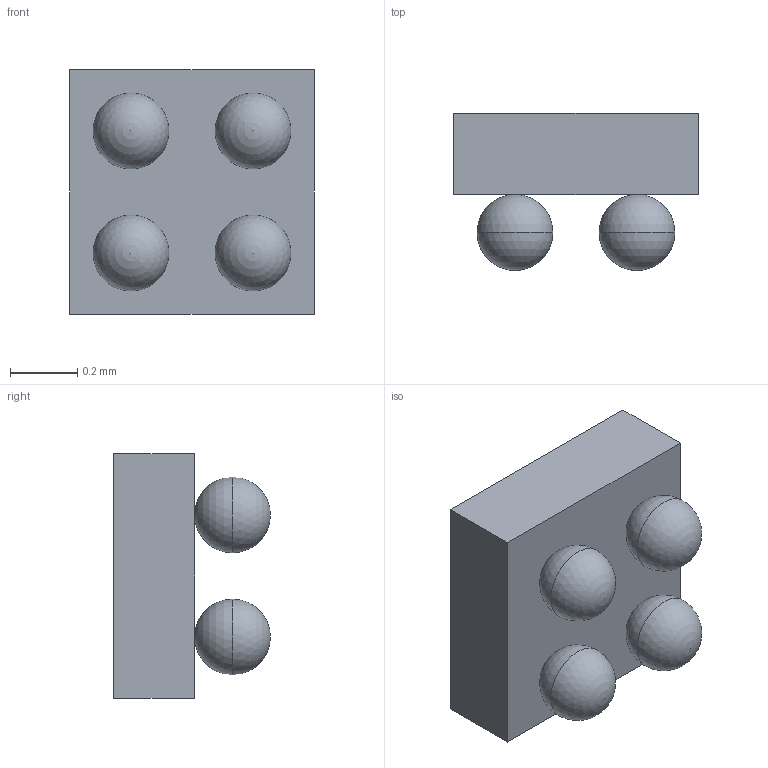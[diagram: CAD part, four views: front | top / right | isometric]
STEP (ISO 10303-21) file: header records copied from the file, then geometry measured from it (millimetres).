
FILE_DESCRIPTION (( 'STEP AP214' ), '1' );
FILE_NAME ('tps7a02_ych.STEP', '2025-04-14T07:06:58', ( '' ), ( '' ), 'SwSTEP 2.0', 'SolidWorks 2025', '' );
FILE_SCHEMA (( 'AUTOMOTIVE_DESIGN' ));
Length unit declared in the file: millimetre
Products named in the file (1): tps7a02_ych
Bounding box: 0.72 x 0.47 x 0.72 mm (x, y, z)
Volume: 0.1 mm3; surface area: 2.4 mm2
Topology: 5 solids, 5 shells, 17 faces, 46 edges, 32 vertices
Faces by surface type: sphere 8, plane 7, cylinder 2
Entity records: 455 total; most frequent: DIRECTION 74, CARTESIAN_POINT 64, ORIENTED_EDGE 52, AXIS2_PLACEMENT_3D 30, EDGE_CURVE 26, VERTEX_POINT 20, EDGE_LOOP 18, ADVANCED_FACE 17
